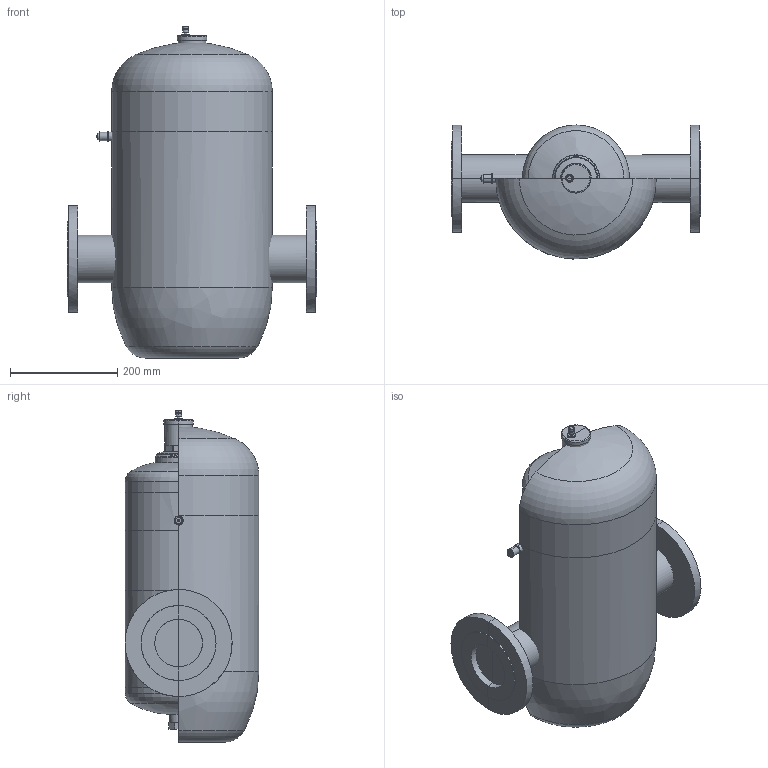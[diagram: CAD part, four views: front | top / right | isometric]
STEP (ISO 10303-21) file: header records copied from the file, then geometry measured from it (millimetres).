
FILE_DESCRIPTION(('CATIA V5 STEP Exchange'),'2;1');
FILE_NAME('STEP_551082_-_TST.stp','2019-11-19T13:25:29+00:00',('none'),('none'),'CATIA Version 5-6 Release 2016 SP4','CATIA V5 STEP AP203','none');
FILE_SCHEMA(('CONFIG_CONTROL_DESIGN'));
Length unit declared in the file: millimetre
Products named in the file (1): 551082 - TST
Bounding box: 466 x 250.13 x 620.5 mm (x, y, z)
Volume: 35952689 mm3; surface area: 1034716.7 mm2
Topology: 5 solids, 5 shells, 188 faces, 422 edges, 243 vertices
Faces by surface type: plane 88, cylinder 72, torus 14, cone 8, bspline 6
Entity records: 6524 total; most frequent: CARTESIAN_POINT 2622, ORIENTED_EDGE 842, DIRECTION 685, EDGE_CURVE 421, AXIS2_PLACEMENT_3D 314, VERTEX_POINT 243, ADVANCED_FACE 188, EDGE_LOOP 188
